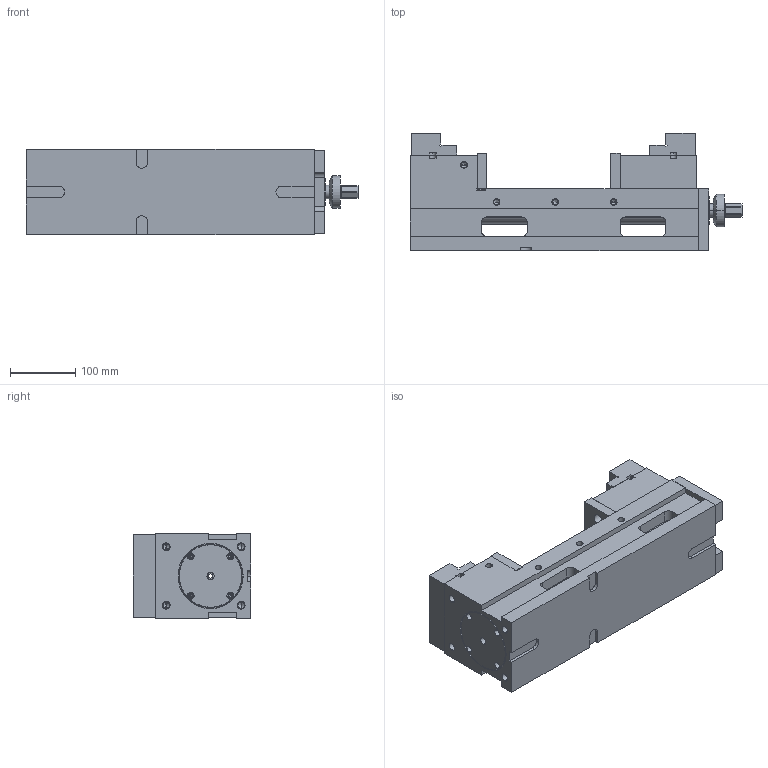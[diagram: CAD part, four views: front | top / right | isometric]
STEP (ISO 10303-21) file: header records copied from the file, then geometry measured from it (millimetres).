
FILE_DESCRIPTION (( 'STEP AP203' ), '1' );
FILE_NAME ('HPAC-130S.STEP', '2017-03-23T07:32:15', ( 'WinXP' ), ( 'MyPC' ), 'SwSTEP 2.0', 'SolidWorks 2010', '' );
FILE_SCHEMA (( 'CONFIG_CONTROL_DESIGN' ));
Length unit declared in the file: millimetre
Products named in the file (1): HPAC-130S
Bounding box: 510 x 181 x 131 mm (x, y, z)
Volume: 5566423.3 mm3; surface area: 704026.1 mm2
Topology: 16 solids, 16 shells, 781 faces, 2027 edges, 1293 vertices
Faces by surface type: cylinder 396, plane 306, cone 79
Entity records: 24406 total; most frequent: CARTESIAN_POINT 4767, DIRECTION 4283, ORIENTED_EDGE 3914, EDGE_CURVE 1957, AXIS2_PLACEMENT_3D 1601, VERTEX_POINT 1293, LINE 1081, VECTOR 1081
